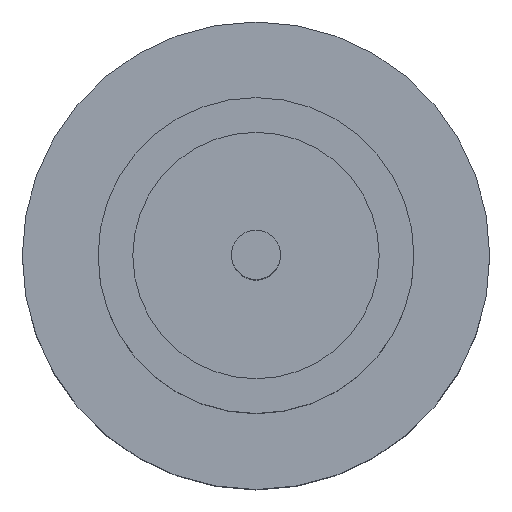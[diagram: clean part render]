
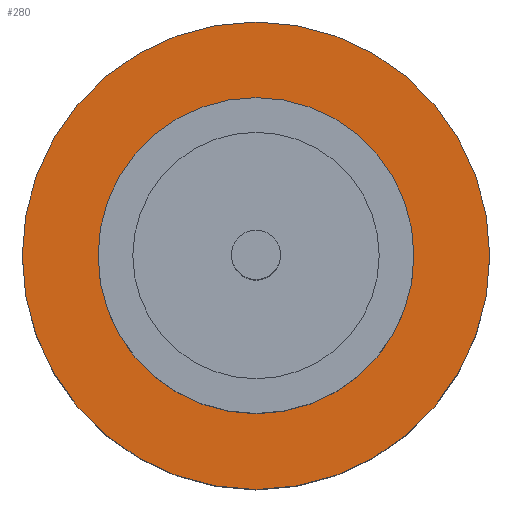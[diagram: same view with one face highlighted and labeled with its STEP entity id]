
A CAD part, top view. The second image highlights one B-rep face of the part: STEP entity #280.
In plain terms, the highlighted planar face has unit normal (0, 0, 1).
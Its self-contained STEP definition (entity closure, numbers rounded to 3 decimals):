
#25 = CARTESIAN_POINT ( 'NONE',  ( 1.25, 0., 1.55 ) ) ;
#53 = CIRCLE ( 'NONE', #462, 1.85 ) ;
#69 = DIRECTION ( 'NONE',  ( 0., 0., 1. ) ) ;
#72 = AXIS2_PLACEMENT_3D ( 'NONE', #398, #342, #77 ) ;
#77 = DIRECTION ( 'NONE',  ( 1., 0., 0. ) ) ;
#81 = EDGE_CURVE ( 'NONE', #719, #187, #53, .T. ) ;
#85 = ORIENTED_EDGE ( 'NONE', *, *, #81, .T. ) ;
#129 = EDGE_LOOP ( 'NONE', ( #85, #204 ) ) ;
#148 = DIRECTION ( 'NONE',  ( 1., 0., 0. ) ) ;
#150 = PLANE ( 'NONE',  #272 ) ;
#159 = CARTESIAN_POINT ( 'NONE',  ( 0., 0., 1.55 ) ) ;
#187 = VERTEX_POINT ( 'NONE', #690 ) ;
#204 = ORIENTED_EDGE ( 'NONE', *, *, #331, .T. ) ;
#272 = AXIS2_PLACEMENT_3D ( 'NONE', #814, #301, #148 ) ;
#273 = DIRECTION ( 'NONE',  ( 1., 0., 0. ) ) ;
#280 = ADVANCED_FACE ( 'NONE', ( #798, #329 ), #150, .T. ) ;
#289 = DIRECTION ( 'NONE',  ( 1., 0., 0. ) ) ;
#301 = DIRECTION ( 'NONE',  ( 0., 0., 1. ) ) ;
#326 = VERTEX_POINT ( 'NONE', #25 ) ;
#328 = AXIS2_PLACEMENT_3D ( 'NONE', #396, #69, #273 ) ;
#329 = FACE_OUTER_BOUND ( 'NONE', #129, .T. ) ;
#331 = EDGE_CURVE ( 'NONE', #187, #719, #652, .T. ) ;
#342 = DIRECTION ( 'NONE',  ( 0., 0., 1. ) ) ;
#361 = CARTESIAN_POINT ( 'NONE',  ( -1.85, 0., 1.55 ) ) ;
#379 = CIRCLE ( 'NONE', #328, 1.25 ) ;
#381 = CARTESIAN_POINT ( 'NONE',  ( 0., 0., 1.55 ) ) ;
#396 = CARTESIAN_POINT ( 'NONE',  ( 0., 0., 1.55 ) ) ;
#398 = CARTESIAN_POINT ( 'NONE',  ( 0., 0., 1.55 ) ) ;
#407 = DIRECTION ( 'NONE',  ( 0., 0., 1. ) ) ;
#462 = AXIS2_PLACEMENT_3D ( 'NONE', #381, #571, #781 ) ;
#477 = EDGE_CURVE ( 'NONE', #326, #806, #548, .T. ) ;
#487 = EDGE_LOOP ( 'NONE', ( #711, #818 ) ) ;
#508 = EDGE_CURVE ( 'NONE', #806, #326, #379, .T. ) ;
#548 = CIRCLE ( 'NONE', #72, 1.25 ) ;
#571 = DIRECTION ( 'NONE',  ( 0., 0., 1. ) ) ;
#652 = CIRCLE ( 'NONE', #703, 1.85 ) ;
#690 = CARTESIAN_POINT ( 'NONE',  ( 1.85, 0., 1.55 ) ) ;
#703 = AXIS2_PLACEMENT_3D ( 'NONE', #159, #407, #289 ) ;
#711 = ORIENTED_EDGE ( 'NONE', *, *, #477, .F. ) ;
#719 = VERTEX_POINT ( 'NONE', #361 ) ;
#781 = DIRECTION ( 'NONE',  ( 1., 0., 0. ) ) ;
#798 = FACE_BOUND ( 'NONE', #487, .T. ) ;
#806 = VERTEX_POINT ( 'NONE', #824 ) ;
#814 = CARTESIAN_POINT ( 'NONE',  ( 0., 0., 1.55 ) ) ;
#818 = ORIENTED_EDGE ( 'NONE', *, *, #508, .F. ) ;
#824 = CARTESIAN_POINT ( 'NONE',  ( -1.25, 0., 1.55 ) ) ;
